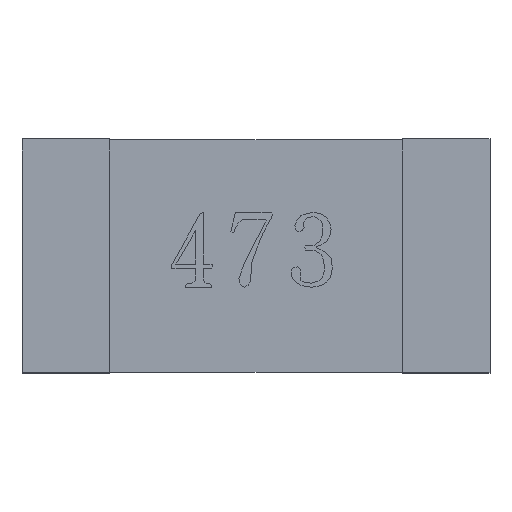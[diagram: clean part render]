
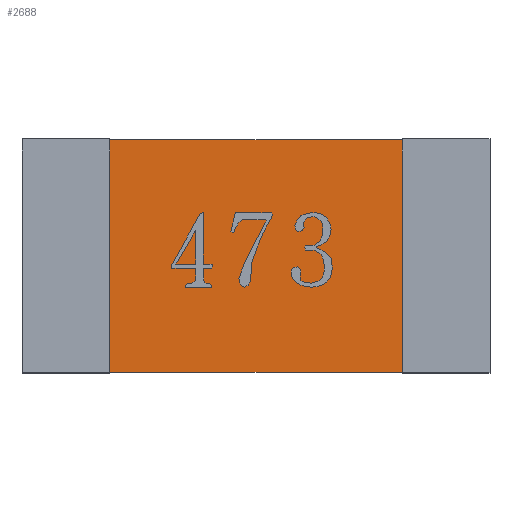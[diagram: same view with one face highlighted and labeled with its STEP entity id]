
A CAD part, top view. The second image highlights one B-rep face of the part: STEP entity #2688.
In plain terms, the highlighted planar face has unit normal (0, 0, 1).
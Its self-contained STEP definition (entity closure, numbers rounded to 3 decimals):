
#148=VECTOR('',#3615,1.);
#149=VECTOR('',#3616,1.);
#150=VECTOR('',#3617,1.);
#151=VECTOR('',#3618,1.);
#523=LINE('',#2847,#148);
#524=LINE('',#2849,#149);
#525=LINE('',#2851,#150);
#526=LINE('',#2852,#151);
#898=VERTEX_POINT('',#2845);
#899=VERTEX_POINT('',#2846);
#900=VERTEX_POINT('',#2848);
#901=VERTEX_POINT('',#2850);
#1148=EDGE_CURVE('',#898,#899,#523,.T.);
#1149=EDGE_CURVE('',#900,#898,#524,.T.);
#1150=EDGE_CURVE('',#901,#900,#525,.T.);
#1151=EDGE_CURVE('',#899,#901,#526,.T.);
#1523=ORIENTED_EDGE('',*,*,#1148,.F.);
#1524=ORIENTED_EDGE('',*,*,#1149,.F.);
#1525=ORIENTED_EDGE('',*,*,#1150,.F.);
#1526=ORIENTED_EDGE('',*,*,#1151,.F.);
#2273=EDGE_LOOP('',(#1523,#1524,#1525,#1526));
#2412=FACE_BOUND('',#2273,.T.);
#2551=PLANE('',#4273);
#2688=ADVANCED_FACE('',(#2412),#2551,.T.);
#2844=CARTESIAN_POINT('',(82.183,181.893,-0.268));
#2845=CARTESIAN_POINT('',(80.623,180.401,-0.268));
#2846=CARTESIAN_POINT('',(80.623,182.885,-0.268));
#2847=CARTESIAN_POINT('',(80.623,181.893,-0.268));
#2848=CARTESIAN_POINT('',(83.743,180.401,-0.268));
#2849=CARTESIAN_POINT('',(82.183,180.401,-0.268));
#2850=CARTESIAN_POINT('',(83.743,182.885,-0.268));
#2851=CARTESIAN_POINT('',(83.743,181.893,-0.268));
#2852=CARTESIAN_POINT('',(82.183,182.885,-0.268));
#3613=DIRECTION('',(0.,0.,1.));
#3614=DIRECTION('',(0.,-1.,0.));
#3615=DIRECTION('',(0.,1.,0.));
#3616=DIRECTION('',(-1.,0.,0.));
#3617=DIRECTION('',(0.,-1.,0.));
#3618=DIRECTION('',(1.,0.,0.));
#4273=AXIS2_PLACEMENT_3D('',#2844,#3613,#3614);
